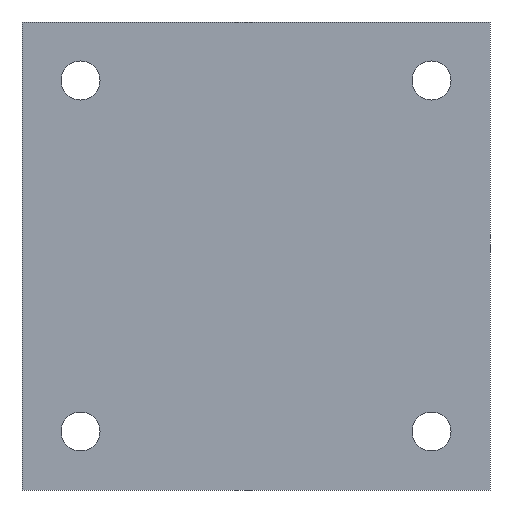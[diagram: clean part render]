
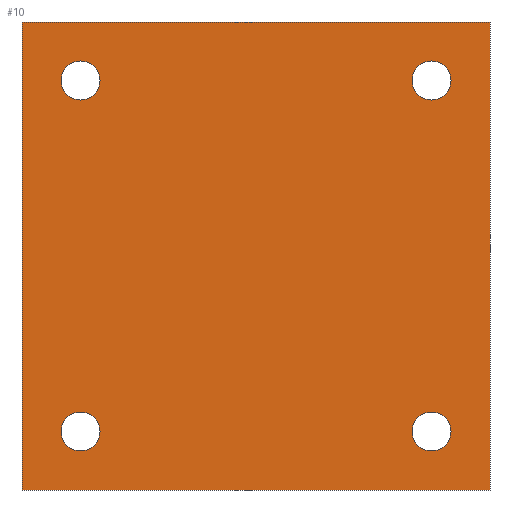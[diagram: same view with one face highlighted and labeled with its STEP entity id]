
A CAD part, front view. The second image highlights one B-rep face of the part: STEP entity #10.
In plain terms, the highlighted planar face has unit normal (0, -1, 0).
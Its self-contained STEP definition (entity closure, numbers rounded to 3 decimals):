
#1 = ORIENTED_EDGE ( 'NONE', *, *, #238, .F. ) ;
#2 = EDGE_CURVE ( 'NONE', #333, #259, #160, .T. ) ;
#8 = EDGE_CURVE ( 'NONE', #101, #329, #91, .T. ) ;
#10 = ADVANCED_FACE ( 'NONE', ( #67, #80, #108, #120, #132 ), #360, .T. ) ;
#13 = CARTESIAN_POINT ( 'NONE',  ( -9., 0., -10. ) ) ;
#14 = VECTOR ( 'NONE', #154, 1000. ) ;
#17 = VERTEX_POINT ( 'NONE', #70 ) ;
#20 = CARTESIAN_POINT ( 'NONE',  ( 9., 0., 9. ) ) ;
#23 = EDGE_CURVE ( 'NONE', #259, #333, #232, .T. ) ;
#25 = DIRECTION ( 'NONE',  ( 0., 0., -1. ) ) ;
#26 = DIRECTION ( 'NONE',  ( 0., 0., 1. ) ) ;
#29 = ORIENTED_EDGE ( 'NONE', *, *, #75, .F. ) ;
#30 = EDGE_LOOP ( 'NONE', ( #212, #488 ) ) ;
#34 = DIRECTION ( 'NONE',  ( 0., -1., 0. ) ) ;
#36 = DIRECTION ( 'NONE',  ( 0., 1., 0. ) ) ;
#45 = EDGE_CURVE ( 'NONE', #277, #276, #183, .T. ) ;
#46 = ORIENTED_EDGE ( 'NONE', *, *, #8, .T. ) ;
#49 = CARTESIAN_POINT ( 'NONE',  ( 9., 0., 9. ) ) ;
#50 = CARTESIAN_POINT ( 'NONE',  ( -12., 0., -12. ) ) ;
#51 = ORIENTED_EDGE ( 'NONE', *, *, #107, .T. ) ;
#59 = CARTESIAN_POINT ( 'NONE',  ( 9., 0., 8. ) ) ;
#63 = DIRECTION ( 'NONE',  ( 0., 0., 1. ) ) ;
#66 = CARTESIAN_POINT ( 'NONE',  ( 0., 0., 0. ) ) ;
#67 = FACE_BOUND ( 'NONE', #177, .T. ) ;
#70 = CARTESIAN_POINT ( 'NONE',  ( -9., 0., -8. ) ) ;
#73 = LINE ( 'NONE', #94, #493 ) ;
#75 = EDGE_CURVE ( 'NONE', #245, #277, #440, .T. ) ;
#80 = FACE_BOUND ( 'NONE', #30, .T. ) ;
#89 = CARTESIAN_POINT ( 'NONE',  ( -12., 0., 12. ) ) ;
#91 = CIRCLE ( 'NONE', #332, 1. ) ;
#94 = CARTESIAN_POINT ( 'NONE',  ( -12., 0., 12. ) ) ;
#101 = VERTEX_POINT ( 'NONE', #59 ) ;
#104 = VERTEX_POINT ( 'NONE', #225 ) ;
#105 = DIRECTION ( 'NONE',  ( 0., 1., 0. ) ) ;
#107 = EDGE_CURVE ( 'NONE', #158, #304, #222, .T. ) ;
#108 = FACE_OUTER_BOUND ( 'NONE', #292, .T. ) ;
#118 = DIRECTION ( 'NONE',  ( 0., 0., 1. ) ) ;
#119 = EDGE_CURVE ( 'NONE', #304, #158, #383, .T. ) ;
#120 = FACE_BOUND ( 'NONE', #465, .T. ) ;
#121 = DIRECTION ( 'NONE',  ( 0., 1., 0. ) ) ;
#126 = EDGE_CURVE ( 'NONE', #329, #101, #297, .T. ) ;
#130 = CARTESIAN_POINT ( 'NONE',  ( 9., 0., 10. ) ) ;
#132 = FACE_BOUND ( 'NONE', #418, .T. ) ;
#137 = ORIENTED_EDGE ( 'NONE', *, *, #2, .T. ) ;
#139 = CARTESIAN_POINT ( 'NONE',  ( -9., 0., -9. ) ) ;
#144 = CARTESIAN_POINT ( 'NONE',  ( 9., 0., -9. ) ) ;
#154 = DIRECTION ( 'NONE',  ( -1., 0., 0. ) ) ;
#158 = VERTEX_POINT ( 'NONE', #445 ) ;
#160 = CIRCLE ( 'NONE', #336, 1. ) ;
#161 = EDGE_CURVE ( 'NONE', #17, #487, #373, .T. ) ;
#163 = CARTESIAN_POINT ( 'NONE',  ( -12., 0., 12. ) ) ;
#168 = DIRECTION ( 'NONE',  ( 1., 0., 0. ) ) ;
#170 = AXIS2_PLACEMENT_3D ( 'NONE', #139, #121, #118 ) ;
#177 = EDGE_LOOP ( 'NONE', ( #240, #137 ) ) ;
#183 = LINE ( 'NONE', #89, #453 ) ;
#197 = DIRECTION ( 'NONE',  ( 0., 1., 0. ) ) ;
#201 = DIRECTION ( 'NONE',  ( 0., 0., 1. ) ) ;
#212 = ORIENTED_EDGE ( 'NONE', *, *, #247, .T. ) ;
#220 = DIRECTION ( 'NONE',  ( 0., 1., 0. ) ) ;
#222 = CIRCLE ( 'NONE', #308, 1. ) ;
#225 = CARTESIAN_POINT ( 'NONE',  ( 12., 0., 12. ) ) ;
#232 = CIRCLE ( 'NONE', #370, 1. ) ;
#235 = AXIS2_PLACEMENT_3D ( 'NONE', #424, #341, #422 ) ;
#238 = EDGE_CURVE ( 'NONE', #104, #245, #382, .T. ) ;
#239 = CARTESIAN_POINT ( 'NONE',  ( 12., 0., -12. ) ) ;
#240 = ORIENTED_EDGE ( 'NONE', *, *, #23, .T. ) ;
#241 = CARTESIAN_POINT ( 'NONE',  ( 12., 0., 12. ) ) ;
#245 = VERTEX_POINT ( 'NONE', #239 ) ;
#247 = EDGE_CURVE ( 'NONE', #487, #17, #447, .T. ) ;
#251 = DIRECTION ( 'NONE',  ( 0., 0., 1. ) ) ;
#257 = EDGE_CURVE ( 'NONE', #276, #104, #73, .T. ) ;
#259 = VERTEX_POINT ( 'NONE', #273 ) ;
#273 = CARTESIAN_POINT ( 'NONE',  ( -9., 0., 8. ) ) ;
#276 = VERTEX_POINT ( 'NONE', #163 ) ;
#277 = VERTEX_POINT ( 'NONE', #50 ) ;
#278 = AXIS2_PLACEMENT_3D ( 'NONE', #144, #220, #201 ) ;
#282 = DIRECTION ( 'NONE',  ( 0., 0., 1. ) ) ;
#287 = DIRECTION ( 'NONE',  ( 0., 0., 1. ) ) ;
#292 = EDGE_LOOP ( 'NONE', ( #1, #299, #400, #29 ) ) ;
#296 = AXIS2_PLACEMENT_3D ( 'NONE', #49, #197, #251 ) ;
#297 = CIRCLE ( 'NONE', #296, 1. ) ;
#299 = ORIENTED_EDGE ( 'NONE', *, *, #257, .F. ) ;
#302 = CARTESIAN_POINT ( 'NONE',  ( -12., 0., -12. ) ) ;
#304 = VERTEX_POINT ( 'NONE', #427 ) ;
#308 = AXIS2_PLACEMENT_3D ( 'NONE', #319, #313, #312 ) ;
#312 = DIRECTION ( 'NONE',  ( 0., 0., 1. ) ) ;
#313 = DIRECTION ( 'NONE',  ( 0., 1., 0. ) ) ;
#319 = CARTESIAN_POINT ( 'NONE',  ( 9., 0., -9. ) ) ;
#325 = CARTESIAN_POINT ( 'NONE',  ( -9., 0., 9. ) ) ;
#329 = VERTEX_POINT ( 'NONE', #130 ) ;
#332 = AXIS2_PLACEMENT_3D ( 'NONE', #20, #36, #26 ) ;
#333 = VERTEX_POINT ( 'NONE', #470 ) ;
#336 = AXIS2_PLACEMENT_3D ( 'NONE', #438, #394, #63 ) ;
#341 = DIRECTION ( 'NONE',  ( 0., 1., 0. ) ) ;
#359 = AXIS2_PLACEMENT_3D ( 'NONE', #66, #34, #25 ) ;
#360 = PLANE ( 'NONE',  #359 ) ;
#361 = VECTOR ( 'NONE', #423, 1000. ) ;
#364 = ORIENTED_EDGE ( 'NONE', *, *, #126, .T. ) ;
#370 = AXIS2_PLACEMENT_3D ( 'NONE', #325, #105, #287 ) ;
#373 = CIRCLE ( 'NONE', #170, 1. ) ;
#382 = LINE ( 'NONE', #241, #361 ) ;
#383 = CIRCLE ( 'NONE', #278, 1. ) ;
#394 = DIRECTION ( 'NONE',  ( 0., 1., 0. ) ) ;
#400 = ORIENTED_EDGE ( 'NONE', *, *, #45, .F. ) ;
#413 = ORIENTED_EDGE ( 'NONE', *, *, #119, .T. ) ;
#418 = EDGE_LOOP ( 'NONE', ( #46, #364 ) ) ;
#422 = DIRECTION ( 'NONE',  ( 0., 0., 1. ) ) ;
#423 = DIRECTION ( 'NONE',  ( 0., 0., -1. ) ) ;
#424 = CARTESIAN_POINT ( 'NONE',  ( -9., 0., -9. ) ) ;
#427 = CARTESIAN_POINT ( 'NONE',  ( 9., 0., -10. ) ) ;
#438 = CARTESIAN_POINT ( 'NONE',  ( -9., 0., 9. ) ) ;
#440 = LINE ( 'NONE', #302, #14 ) ;
#445 = CARTESIAN_POINT ( 'NONE',  ( 9., 0., -8. ) ) ;
#447 = CIRCLE ( 'NONE', #235, 1. ) ;
#453 = VECTOR ( 'NONE', #282, 1000. ) ;
#465 = EDGE_LOOP ( 'NONE', ( #413, #51 ) ) ;
#470 = CARTESIAN_POINT ( 'NONE',  ( -9., 0., 10. ) ) ;
#487 = VERTEX_POINT ( 'NONE', #13 ) ;
#488 = ORIENTED_EDGE ( 'NONE', *, *, #161, .T. ) ;
#493 = VECTOR ( 'NONE', #168, 1000. ) ;
